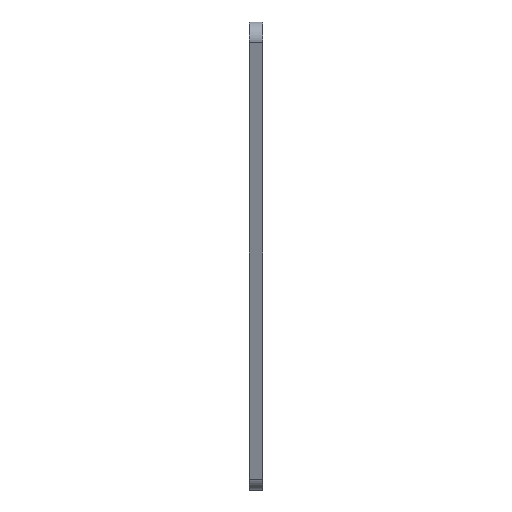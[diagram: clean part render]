
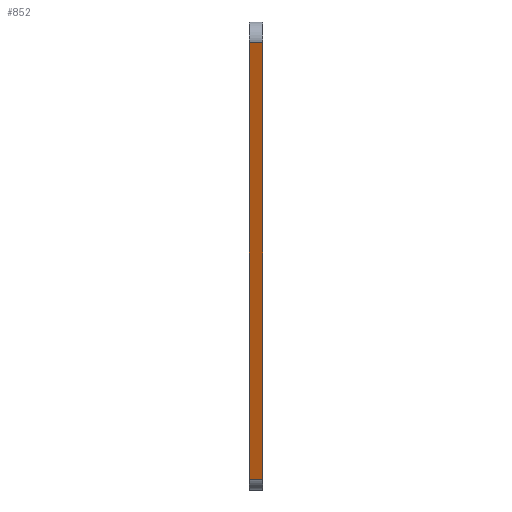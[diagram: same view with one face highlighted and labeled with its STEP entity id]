
A CAD part, left-side view. The second image highlights one B-rep face of the part: STEP entity #852.
In plain terms, the highlighted planar face has unit normal (-0.949, 0, -0.315).
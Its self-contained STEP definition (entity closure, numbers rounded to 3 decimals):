
#81 = LINE ( 'NONE', #878, #2471 ) ;
#105 = DIRECTION ( 'NONE',  ( 0., 1., 0. ) ) ;
#150 = VERTEX_POINT ( 'NONE', #397 ) ;
#163 = AXIS2_PLACEMENT_3D ( 'NONE', #314, #288, #897 ) ;
#288 = DIRECTION ( 'NONE',  ( -0.949, 0., -0.315 ) ) ;
#290 = DIRECTION ( 'NONE',  ( -0.315, 0., 0.949 ) ) ;
#314 = CARTESIAN_POINT ( 'NONE',  ( -63.892, -3., -101.078 ) ) ;
#345 = EDGE_CURVE ( 'NONE', #2005, #2016, #81, .T. ) ;
#397 = CARTESIAN_POINT ( 'NONE',  ( -63.892, 0., -101.078 ) ) ;
#491 = FACE_OUTER_BOUND ( 'NONE', #2075, .T. ) ;
#563 = ORIENTED_EDGE ( 'NONE', *, *, #2175, .T. ) ;
#760 = VECTOR ( 'NONE', #941, 1000. ) ;
#783 = VECTOR ( 'NONE', #290, 1000. ) ;
#852 = ADVANCED_FACE ( 'NONE', ( #491 ), #1310, .T. ) ;
#877 = CARTESIAN_POINT ( 'NONE',  ( -63.892, 0., -101.078 ) ) ;
#878 = CARTESIAN_POINT ( 'NONE',  ( -95.697, -3., -5.101 ) ) ;
#897 = DIRECTION ( 'NONE',  ( -0.315, 0., 0.949 ) ) ;
#941 = DIRECTION ( 'NONE',  ( 0., 1., 0. ) ) ;
#1091 = LINE ( 'NONE', #877, #783 ) ;
#1179 = CARTESIAN_POINT ( 'NONE',  ( -95.697, 0., -5.101 ) ) ;
#1310 = PLANE ( 'NONE',  #163 ) ;
#1435 = ORIENTED_EDGE ( 'NONE', *, *, #345, .T. ) ;
#1507 = ORIENTED_EDGE ( 'NONE', *, *, #2335, .F. ) ;
#1517 = LINE ( 'NONE', #2512, #1533 ) ;
#1533 = VECTOR ( 'NONE', #2536, 1000. ) ;
#1774 = CARTESIAN_POINT ( 'NONE',  ( -95.697, -3., -5.101 ) ) ;
#1800 = LINE ( 'NONE', #2364, #760 ) ;
#2005 = VERTEX_POINT ( 'NONE', #1774 ) ;
#2016 = VERTEX_POINT ( 'NONE', #1179 ) ;
#2075 = EDGE_LOOP ( 'NONE', ( #2418, #1507, #563, #1435 ) ) ;
#2175 = EDGE_CURVE ( 'NONE', #2311, #2005, #1517, .T. ) ;
#2206 = EDGE_CURVE ( 'NONE', #150, #2016, #1091, .T. ) ;
#2311 = VERTEX_POINT ( 'NONE', #2523 ) ;
#2335 = EDGE_CURVE ( 'NONE', #2311, #150, #1800, .T. ) ;
#2364 = CARTESIAN_POINT ( 'NONE',  ( -63.892, -3., -101.078 ) ) ;
#2418 = ORIENTED_EDGE ( 'NONE', *, *, #2206, .F. ) ;
#2471 = VECTOR ( 'NONE', #105, 1000. ) ;
#2512 = CARTESIAN_POINT ( 'NONE',  ( -63.892, -3., -101.078 ) ) ;
#2523 = CARTESIAN_POINT ( 'NONE',  ( -63.892, -3., -101.078 ) ) ;
#2536 = DIRECTION ( 'NONE',  ( -0.315, 0., 0.949 ) ) ;
